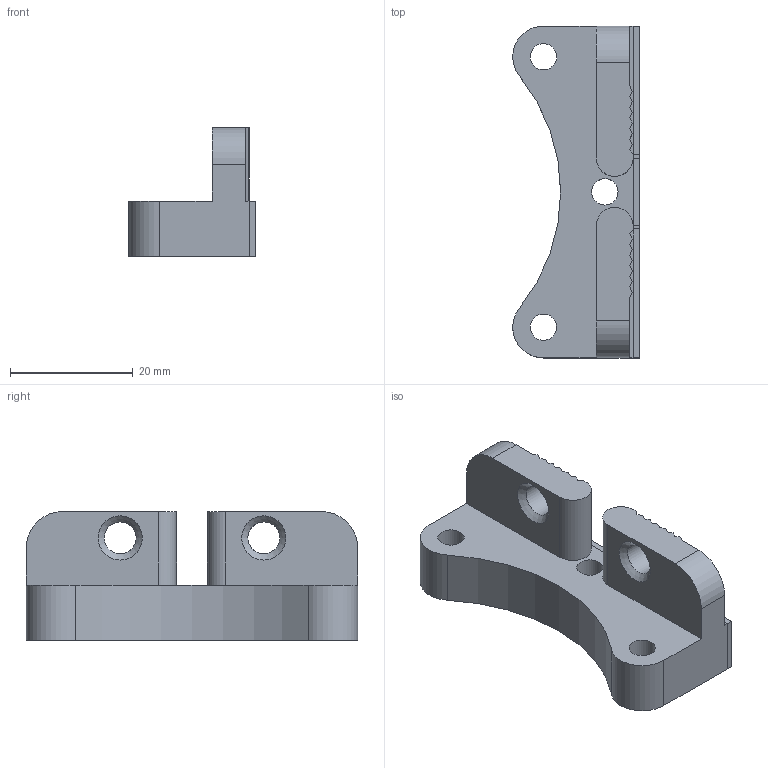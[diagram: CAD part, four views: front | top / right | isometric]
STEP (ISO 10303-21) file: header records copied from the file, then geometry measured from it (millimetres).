
FILE_DESCRIPTION(('FreeCAD Model'),'2;1');
FILE_NAME('belt-mount_black_v1.1.step','2016-11-08T12:50:41',( 'Author'),(''),'Open CASCADE STEP processor 6.8','FreeCAD','Unknown' );
FILE_SCHEMA(('AUTOMOTIVE_DESIGN_CC2 { 1 2 10303 214 -1 1 5 4 }'));
Length unit declared in the file: millimetre
Products named in the file (2): ASSEMBLY; Fillet001
Assembly tree (1 placements, depth 2):
  ASSEMBLY
    Fillet001
Bounding box: 20.6 x 54.04 x 21 mm (x, y, z)
Volume: 10417.7 mm3; surface area: 4816.3 mm2
Topology: 1 solids, 1 shells, 76 faces, 211 edges, 135 vertices
Faces by surface type: plane 59, cylinder 10, cone 5, bspline 2
Full cylindrical faces by diameter (mm): 4.3 x3, 5.2 x2
Entity records: 6530 total; most frequent: CARTESIAN_POINT 2446, DIRECTION 704, ORIENTED_EDGE 422, LINE 422, VECTOR 422, PCURVE 422, DEFINITIONAL_REPRESENTATION 422, EDGE_CURVE 211
